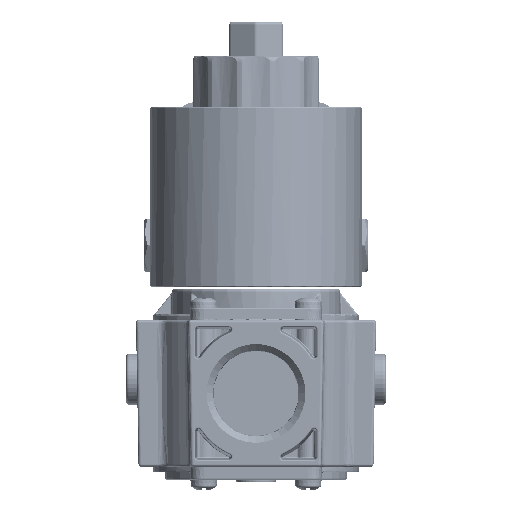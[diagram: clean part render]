
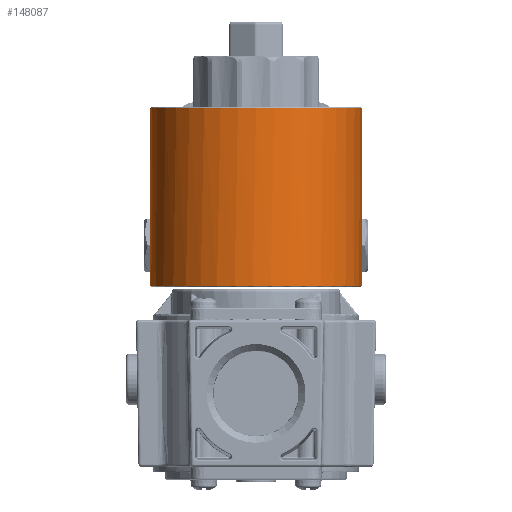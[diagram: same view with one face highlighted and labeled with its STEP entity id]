
A CAD part, left-side view. The second image highlights one B-rep face of the part: STEP entity #148087.
In plain terms, the highlighted cylindrical face has radius 37.5 mm (diameter 75 mm), a full revolution.
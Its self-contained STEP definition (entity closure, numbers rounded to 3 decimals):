
#4842=LINE('',#374617,#8784);
#4843=LINE('',#374621,#8785);
#8784=VECTOR('',#183321,60.5);
#8785=VECTOR('',#183324,60.5);
#25745=CYLINDRICAL_SURFACE('',#159094,37.5);
#27057=FACE_BOUND('',#43499,.T.);
#34753=FACE_OUTER_BOUND('',#43498,.T.);
#43498=EDGE_LOOP('',(#127246,#127247,#127248,#127249));
#43499=EDGE_LOOP('',(#127250));
#51361=CIRCLE('',#159093,37.5);
#51362=CIRCLE('',#159095,37.5);
#51363=CIRCLE('',#159096,37.5);
#64193=VERTEX_POINT('',#374612);
#64194=VERTEX_POINT('',#374615);
#64195=VERTEX_POINT('',#374616);
#64196=VERTEX_POINT('',#374618);
#64197=VERTEX_POINT('',#374620);
#85439=EDGE_CURVE('',#64193,#64193,#51361,.T.);
#85440=EDGE_CURVE('',#64194,#64195,#4842,.T.);
#85441=EDGE_CURVE('',#64196,#64195,#51362,.T.);
#85442=EDGE_CURVE('',#64196,#64197,#4843,.T.);
#85443=EDGE_CURVE('',#64194,#64197,#51363,.T.);
#127246=ORIENTED_EDGE('',*,*,#85440,.T.);
#127247=ORIENTED_EDGE('',*,*,#85441,.F.);
#127248=ORIENTED_EDGE('',*,*,#85442,.T.);
#127249=ORIENTED_EDGE('',*,*,#85443,.F.);
#127250=ORIENTED_EDGE('',*,*,#85439,.F.);
#148087=ADVANCED_FACE('',(#34753,#27057),#25745,.T.);
#159093=AXIS2_PLACEMENT_3D('',#374613,#183317,#183318);
#159094=AXIS2_PLACEMENT_3D('',#374614,#183319,#183320);
#159095=AXIS2_PLACEMENT_3D('',#374619,#183322,#183323);
#159096=AXIS2_PLACEMENT_3D('',#374622,#183325,#183326);
#183317=DIRECTION('center_axis',(0.,0.,
-1.));
#183318=DIRECTION('ref_axis',(-1.,0.,0.));
#183319=DIRECTION('center_axis',(0.,0.,
1.));
#183320=DIRECTION('ref_axis',(-1.,0.,0.));
#183321=DIRECTION('',(0.,0.,1.));
#183322=DIRECTION('center_axis',(0.,0.,
1.));
#183323=DIRECTION('ref_axis',(-1.,0.,0.));
#183324=DIRECTION('',(0.,0.,-1.));
#183325=DIRECTION('center_axis',(0.,0.,
1.));
#183326=DIRECTION('ref_axis',(0.,-1.,0.));
#374612=CARTESIAN_POINT('',(37.5,0.,38.));
#374613=CARTESIAN_POINT('Origin',(0.,0.,
38.));
#374614=CARTESIAN_POINT('Origin',(0.,0.,
37.5));
#374615=CARTESIAN_POINT('',(31.361,-20.561,40.5));
#374616=CARTESIAN_POINT('',(31.361,-20.561,101.));
#374617=CARTESIAN_POINT('',(31.361,-20.561,40.5));
#374618=CARTESIAN_POINT('',(31.361,20.561,101.));
#374619=CARTESIAN_POINT('Origin',(0.,0.,
101.));
#374620=CARTESIAN_POINT('',(31.361,20.561,40.5));
#374621=CARTESIAN_POINT('',(31.361,20.561,40.5));
#374622=CARTESIAN_POINT('Origin',(0.,0.,
40.5));
